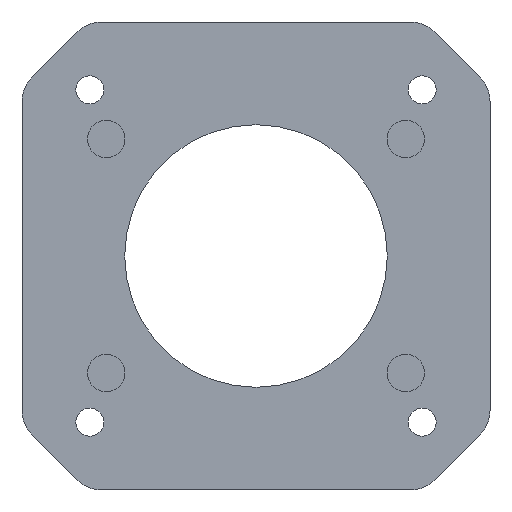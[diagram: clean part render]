
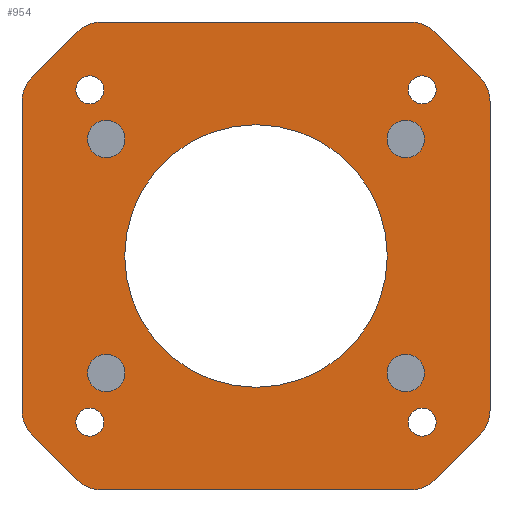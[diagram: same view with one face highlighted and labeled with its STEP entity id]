
A CAD part, front view. The second image highlights one B-rep face of the part: STEP entity #954.
In plain terms, the highlighted planar face has unit normal (0, -1, 0).
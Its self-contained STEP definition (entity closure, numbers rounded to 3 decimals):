
#33=FACE_BOUND('',#348,.T.);
#34=FACE_BOUND('',#349,.T.);
#35=FACE_BOUND('',#350,.T.);
#36=FACE_BOUND('',#351,.T.);
#37=FACE_BOUND('',#352,.T.);
#38=FACE_BOUND('',#353,.T.);
#39=FACE_BOUND('',#354,.T.);
#40=FACE_BOUND('',#355,.T.);
#41=FACE_BOUND('',#356,.T.);
#106=LINE('',#1569,#179);
#109=LINE('',#1577,#182);
#112=LINE('',#1585,#185);
#115=LINE('',#1593,#188);
#118=LINE('',#1605,#191);
#123=LINE('',#1619,#196);
#125=LINE('',#1624,#198);
#131=LINE('',#1646,#204);
#179=VECTOR('',#1289,10.);
#182=VECTOR('',#1298,10.);
#185=VECTOR('',#1307,10.);
#188=VECTOR('',#1316,10.);
#191=VECTOR('',#1329,10.);
#196=VECTOR('',#1344,10.);
#198=VECTOR('',#1352,10.);
#204=VECTOR('',#1380,10.);
#279=FACE_OUTER_BOUND('',#347,.T.);
#347=EDGE_LOOP('',(#845,#846,#847,#848,#849,#850,#851,#852,#853,#854,#855,
#856,#857,#858,#859,#860));
#348=EDGE_LOOP('',(#861));
#349=EDGE_LOOP('',(#862));
#350=EDGE_LOOP('',(#863));
#351=EDGE_LOOP('',(#864));
#352=EDGE_LOOP('',(#865));
#353=EDGE_LOOP('',(#866));
#354=EDGE_LOOP('',(#867));
#355=EDGE_LOOP('',(#868));
#356=EDGE_LOOP('',(#869));
#363=CIRCLE('',#981,1.5);
#367=CIRCLE('',#988,1.5);
#371=CIRCLE('',#995,1.5);
#375=CIRCLE('',#1002,1.5);
#397=CIRCLE('',#1046,3.5);
#398=CIRCLE('',#1049,3.5);
#399=CIRCLE('',#1052,3.5);
#400=CIRCLE('',#1055,3.5);
#402=CIRCLE('',#1060,3.5);
#403=CIRCLE('',#1063,3.5);
#404=CIRCLE('',#1065,3.5);
#405=CIRCLE('',#1068,3.5);
#406=CIRCLE('',#1071,2.);
#407=CIRCLE('',#1073,2.);
#408=CIRCLE('',#1075,2.);
#409=CIRCLE('',#1077,2.);
#410=CIRCLE('',#1079,14.03);
#417=VERTEX_POINT('',#1403);
#421=VERTEX_POINT('',#1416);
#425=VERTEX_POINT('',#1429);
#429=VERTEX_POINT('',#1442);
#467=VERTEX_POINT('',#1561);
#468=VERTEX_POINT('',#1563);
#469=VERTEX_POINT('',#1567);
#470=VERTEX_POINT('',#1571);
#471=VERTEX_POINT('',#1575);
#472=VERTEX_POINT('',#1579);
#473=VERTEX_POINT('',#1583);
#474=VERTEX_POINT('',#1587);
#475=VERTEX_POINT('',#1591);
#477=VERTEX_POINT('',#1598);
#478=VERTEX_POINT('',#1600);
#479=VERTEX_POINT('',#1604);
#480=VERTEX_POINT('',#1608);
#481=VERTEX_POINT('',#1612);
#482=VERTEX_POINT('',#1614);
#483=VERTEX_POINT('',#1618);
#484=VERTEX_POINT('',#1626);
#485=VERTEX_POINT('',#1630);
#486=VERTEX_POINT('',#1634);
#487=VERTEX_POINT('',#1638);
#488=VERTEX_POINT('',#1642);
#497=EDGE_CURVE('',#417,#417,#363,.T.);
#503=EDGE_CURVE('',#421,#421,#367,.T.);
#509=EDGE_CURVE('',#425,#425,#371,.T.);
#515=EDGE_CURVE('',#429,#429,#375,.T.);
#574=EDGE_CURVE('',#467,#468,#397,.T.);
#577=EDGE_CURVE('',#469,#467,#106,.T.);
#579=EDGE_CURVE('',#470,#469,#398,.T.);
#581=EDGE_CURVE('',#470,#471,#109,.T.);
#583=EDGE_CURVE('',#472,#471,#399,.T.);
#585=EDGE_CURVE('',#473,#472,#112,.T.);
#587=EDGE_CURVE('',#474,#473,#400,.T.);
#589=EDGE_CURVE('',#474,#475,#115,.T.);
#592=EDGE_CURVE('',#477,#478,#402,.T.);
#594=EDGE_CURVE('',#478,#479,#118,.T.);
#596=EDGE_CURVE('',#479,#480,#403,.T.);
#599=EDGE_CURVE('',#481,#482,#404,.T.);
#601=EDGE_CURVE('',#482,#483,#123,.T.);
#603=EDGE_CURVE('',#483,#475,#405,.T.);
#604=EDGE_CURVE('',#481,#480,#125,.T.);
#606=EDGE_CURVE('',#484,#484,#406,.T.);
#608=EDGE_CURVE('',#485,#485,#407,.T.);
#610=EDGE_CURVE('',#486,#486,#408,.T.);
#612=EDGE_CURVE('',#487,#487,#409,.T.);
#614=EDGE_CURVE('',#488,#488,#410,.T.);
#615=EDGE_CURVE('',#477,#468,#131,.T.);
#845=ORIENTED_EDGE('',*,*,#574,.F.);
#846=ORIENTED_EDGE('',*,*,#577,.F.);
#847=ORIENTED_EDGE('',*,*,#579,.F.);
#848=ORIENTED_EDGE('',*,*,#581,.T.);
#849=ORIENTED_EDGE('',*,*,#583,.F.);
#850=ORIENTED_EDGE('',*,*,#585,.F.);
#851=ORIENTED_EDGE('',*,*,#587,.F.);
#852=ORIENTED_EDGE('',*,*,#589,.T.);
#853=ORIENTED_EDGE('',*,*,#603,.F.);
#854=ORIENTED_EDGE('',*,*,#601,.F.);
#855=ORIENTED_EDGE('',*,*,#599,.F.);
#856=ORIENTED_EDGE('',*,*,#604,.T.);
#857=ORIENTED_EDGE('',*,*,#596,.F.);
#858=ORIENTED_EDGE('',*,*,#594,.F.);
#859=ORIENTED_EDGE('',*,*,#592,.F.);
#860=ORIENTED_EDGE('',*,*,#615,.T.);
#861=ORIENTED_EDGE('',*,*,#503,.T.);
#862=ORIENTED_EDGE('',*,*,#497,.T.);
#863=ORIENTED_EDGE('',*,*,#509,.T.);
#864=ORIENTED_EDGE('',*,*,#515,.T.);
#865=ORIENTED_EDGE('',*,*,#614,.F.);
#866=ORIENTED_EDGE('',*,*,#612,.F.);
#867=ORIENTED_EDGE('',*,*,#610,.F.);
#868=ORIENTED_EDGE('',*,*,#608,.F.);
#869=ORIENTED_EDGE('',*,*,#606,.F.);
#895=PLANE('',#1081);
#954=ADVANCED_FACE('',(#279,#33,#34,#35,#36,#37,#38,#39,#40,#41),#895,.F.);
#981=AXIS2_PLACEMENT_3D('',#1405,#1110,#1111);
#988=AXIS2_PLACEMENT_3D('',#1418,#1126,#1127);
#995=AXIS2_PLACEMENT_3D('',#1431,#1142,#1143);
#1002=AXIS2_PLACEMENT_3D('',#1444,#1158,#1159);
#1046=AXIS2_PLACEMENT_3D('',#1564,#1283,#1284);
#1049=AXIS2_PLACEMENT_3D('',#1573,#1293,#1294);
#1052=AXIS2_PLACEMENT_3D('',#1581,#1302,#1303);
#1055=AXIS2_PLACEMENT_3D('',#1589,#1311,#1312);
#1060=AXIS2_PLACEMENT_3D('',#1601,#1324,#1325);
#1063=AXIS2_PLACEMENT_3D('',#1609,#1333,#1334);
#1065=AXIS2_PLACEMENT_3D('',#1615,#1339,#1340);
#1068=AXIS2_PLACEMENT_3D('',#1622,#1348,#1349);
#1071=AXIS2_PLACEMENT_3D('',#1628,#1356,#1357);
#1073=AXIS2_PLACEMENT_3D('',#1632,#1361,#1362);
#1075=AXIS2_PLACEMENT_3D('',#1636,#1366,#1367);
#1077=AXIS2_PLACEMENT_3D('',#1640,#1371,#1372);
#1079=AXIS2_PLACEMENT_3D('',#1644,#1376,#1377);
#1081=AXIS2_PLACEMENT_3D('',#1647,#1381,#1382);
#1110=DIRECTION('center_axis',(0.,1.,0.));
#1111=DIRECTION('ref_axis',(-1.,0.,0.));
#1126=DIRECTION('center_axis',(0.,1.,0.));
#1127=DIRECTION('ref_axis',(-1.,0.,0.));
#1142=DIRECTION('center_axis',(0.,1.,0.));
#1143=DIRECTION('ref_axis',(-1.,0.,0.));
#1158=DIRECTION('center_axis',(0.,1.,0.));
#1159=DIRECTION('ref_axis',(-1.,0.,0.));
#1283=DIRECTION('center_axis',(0.,1.,0.));
#1284=DIRECTION('ref_axis',(0.924,0.,0.383));
#1289=DIRECTION('',(0.707,0.,-0.707));
#1293=DIRECTION('center_axis',(0.,1.,0.));
#1294=DIRECTION('ref_axis',(0.383,0.,0.924));
#1298=DIRECTION('',(-1.,0.,0.));
#1302=DIRECTION('center_axis',(0.,1.,0.));
#1303=DIRECTION('ref_axis',(-0.383,0.,0.924));
#1307=DIRECTION('',(0.707,0.,0.707));
#1311=DIRECTION('center_axis',(0.,1.,0.));
#1312=DIRECTION('ref_axis',(-0.924,0.,0.383));
#1316=DIRECTION('',(0.,0.,-1.));
#1324=DIRECTION('center_axis',(0.,1.,0.));
#1325=DIRECTION('ref_axis',(0.924,0.,-0.383));
#1329=DIRECTION('',(-0.707,0.,-0.707));
#1333=DIRECTION('center_axis',(0.,1.,0.));
#1334=DIRECTION('ref_axis',(0.383,0.,-0.924));
#1339=DIRECTION('center_axis',(0.,1.,0.));
#1340=DIRECTION('ref_axis',(-0.383,0.,-0.924));
#1344=DIRECTION('',(-0.707,0.,0.707));
#1348=DIRECTION('center_axis',(0.,1.,0.));
#1349=DIRECTION('ref_axis',(-0.924,0.,-0.383));
#1352=DIRECTION('',(1.,0.,0.));
#1356=DIRECTION('center_axis',(0.,-1.,0.));
#1357=DIRECTION('ref_axis',(-1.,0.,0.));
#1361=DIRECTION('center_axis',(0.,-1.,0.));
#1362=DIRECTION('ref_axis',(-1.,0.,0.));
#1366=DIRECTION('center_axis',(0.,-1.,0.));
#1367=DIRECTION('ref_axis',(-1.,0.,0.));
#1371=DIRECTION('center_axis',(0.,-1.,0.));
#1372=DIRECTION('ref_axis',(-1.,0.,0.));
#1376=DIRECTION('center_axis',(0.,-1.,0.));
#1377=DIRECTION('ref_axis',(-1.,0.,0.));
#1380=DIRECTION('',(0.,0.,1.));
#1381=DIRECTION('center_axis',(0.,1.,0.));
#1382=DIRECTION('ref_axis',(-1.,0.,0.));
#1403=CARTESIAN_POINT('',(19.252,58.,17.752));
#1405=CARTESIAN_POINT('Origin',(17.752,58.,17.752));
#1416=CARTESIAN_POINT('',(-16.252,58.,17.752));
#1418=CARTESIAN_POINT('Origin',(-17.752,58.,17.752));
#1429=CARTESIAN_POINT('',(-16.252,58.,-17.752));
#1431=CARTESIAN_POINT('Origin',(-17.752,58.,-17.752));
#1442=CARTESIAN_POINT('',(19.252,58.,-17.752));
#1444=CARTESIAN_POINT('Origin',(17.752,58.,-17.752));
#1561=CARTESIAN_POINT('',(23.975,58.,19.025));
#1563=CARTESIAN_POINT('',(25.,58.,16.55));
#1564=CARTESIAN_POINT('Origin',(21.5,58.,16.55));
#1567=CARTESIAN_POINT('',(19.025,58.,23.975));
#1569=CARTESIAN_POINT('',(21.5,58.,21.5));
#1571=CARTESIAN_POINT('',(16.55,58.,25.));
#1573=CARTESIAN_POINT('Origin',(16.55,58.,21.5));
#1575=CARTESIAN_POINT('',(-16.55,58.,25.));
#1577=CARTESIAN_POINT('',(25.,58.,25.));
#1579=CARTESIAN_POINT('',(-19.025,58.,23.975));
#1581=CARTESIAN_POINT('Origin',(-16.55,58.,21.5));
#1583=CARTESIAN_POINT('',(-23.975,58.,19.025));
#1585=CARTESIAN_POINT('',(-21.5,58.,21.5));
#1587=CARTESIAN_POINT('',(-25.,58.,16.55));
#1589=CARTESIAN_POINT('Origin',(-21.5,58.,16.55));
#1591=CARTESIAN_POINT('',(-25.,58.,-16.55));
#1593=CARTESIAN_POINT('',(-25.,58.,25.));
#1598=CARTESIAN_POINT('',(25.,58.,-16.55));
#1600=CARTESIAN_POINT('',(23.975,58.,-19.025));
#1601=CARTESIAN_POINT('Origin',(21.5,58.,-16.55));
#1604=CARTESIAN_POINT('',(19.025,58.,-23.975));
#1605=CARTESIAN_POINT('',(21.5,58.,-21.5));
#1608=CARTESIAN_POINT('',(16.55,58.,-25.));
#1609=CARTESIAN_POINT('Origin',(16.55,58.,-21.5));
#1612=CARTESIAN_POINT('',(-16.55,58.,-25.));
#1614=CARTESIAN_POINT('',(-19.025,58.,-23.975));
#1615=CARTESIAN_POINT('Origin',(-16.55,58.,-21.5));
#1618=CARTESIAN_POINT('',(-23.975,58.,-19.025));
#1619=CARTESIAN_POINT('',(-21.5,58.,-21.5));
#1622=CARTESIAN_POINT('Origin',(-21.5,58.,-16.55));
#1624=CARTESIAN_POINT('',(-25.,58.,-25.));
#1626=CARTESIAN_POINT('',(18.,58.,-12.5));
#1628=CARTESIAN_POINT('Origin',(16.,58.,-12.5));
#1630=CARTESIAN_POINT('',(-14.,58.,12.5));
#1632=CARTESIAN_POINT('Origin',(-16.,58.,12.5));
#1634=CARTESIAN_POINT('',(18.,58.,12.5));
#1636=CARTESIAN_POINT('Origin',(16.,58.,12.5));
#1638=CARTESIAN_POINT('',(-14.,58.,-12.5));
#1640=CARTESIAN_POINT('Origin',(-16.,58.,-12.5));
#1642=CARTESIAN_POINT('',(14.03,58.,0.));
#1644=CARTESIAN_POINT('Origin',(0.,58.,0.));
#1646=CARTESIAN_POINT('',(25.,58.,-25.));
#1647=CARTESIAN_POINT('Origin',(0.,58.,0.));
